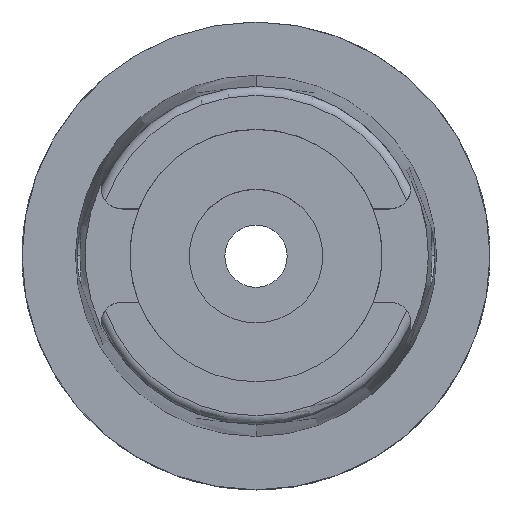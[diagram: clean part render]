
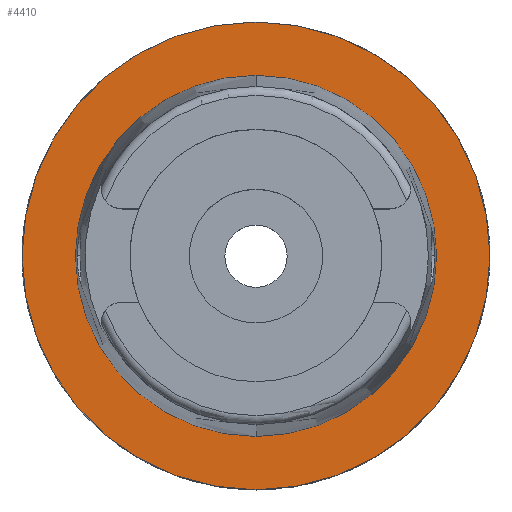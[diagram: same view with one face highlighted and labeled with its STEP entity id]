
A CAD part, top view. The second image highlights one B-rep face of the part: STEP entity #4410.
In plain terms, the highlighted planar face has unit normal (0, 0, 1).
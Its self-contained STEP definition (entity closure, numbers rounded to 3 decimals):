
#130 = FACE_OUTER_BOUND ( 'NONE', #5136, .T. ) ;
#165 = DIRECTION ( 'NONE',  ( 1., 0., 0. ) ) ;
#339 = CARTESIAN_POINT ( 'NONE',  ( 0., -24.315, 0. ) ) ;
#567 = AXIS2_PLACEMENT_3D ( 'NONE', #2503, #3907, #5386 ) ;
#759 = DIRECTION ( 'NONE',  ( 0., -1., 0. ) ) ;
#941 = AXIS2_PLACEMENT_3D ( 'NONE', #4261, #1405, #2859 ) ;
#1325 = ORIENTED_EDGE ( 'NONE', *, *, #3029, .F. ) ;
#1405 = DIRECTION ( 'NONE',  ( 0., 0., -1. ) ) ;
#1539 = ORIENTED_EDGE ( 'NONE', *, *, #2115, .F. ) ;
#1993 = PLANE ( 'NONE',  #3288 ) ;
#2115 = EDGE_CURVE ( 'NONE', #5096, #5033, #3370, .T. ) ;
#2454 = AXIS2_PLACEMENT_3D ( 'NONE', #4749, #5673, #4689 ) ;
#2502 = DIRECTION ( 'NONE',  ( 0., 0., 1. ) ) ;
#2503 = CARTESIAN_POINT ( 'NONE',  ( 0., 0., 0. ) ) ;
#2655 = AXIS2_PLACEMENT_3D ( 'NONE', #3168, #5097, #759 ) ;
#2666 = EDGE_CURVE ( 'NONE', #3062, #4401, #6109, .T. ) ;
#2726 = ORIENTED_EDGE ( 'NONE', *, *, #2666, .F. ) ;
#2859 = DIRECTION ( 'NONE',  ( 0., -1., 0. ) ) ;
#2916 = CARTESIAN_POINT ( 'NONE',  ( 0., 31.5, 0. ) ) ;
#2960 = CIRCLE ( 'NONE', #2454, 31.5 ) ;
#3029 = EDGE_CURVE ( 'NONE', #4401, #3062, #2960, .T. ) ;
#3062 = VERTEX_POINT ( 'NONE', #5828 ) ;
#3120 = CARTESIAN_POINT ( 'NONE',  ( 0., 24.315, 0. ) ) ;
#3168 = CARTESIAN_POINT ( 'NONE',  ( 0., 0., 0. ) ) ;
#3288 = AXIS2_PLACEMENT_3D ( 'NONE', #4406, #2502, #165 ) ;
#3370 = CIRCLE ( 'NONE', #2655, 24.315 ) ;
#3907 = DIRECTION ( 'NONE',  ( 0., 0., 1. ) ) ;
#4261 = CARTESIAN_POINT ( 'NONE',  ( 0., 0., 0. ) ) ;
#4401 = VERTEX_POINT ( 'NONE', #2916 ) ;
#4406 = CARTESIAN_POINT ( 'NONE',  ( 0., 0., 0. ) ) ;
#4410 = ADVANCED_FACE ( 'NONE', ( #130, #4877 ), #1993, .T. ) ;
#4428 = EDGE_LOOP ( 'NONE', ( #5678, #1539 ) ) ;
#4689 = DIRECTION ( 'NONE',  ( 0., 1., 0. ) ) ;
#4749 = CARTESIAN_POINT ( 'NONE',  ( 0., 0., 0. ) ) ;
#4877 = FACE_BOUND ( 'NONE', #4428, .T. ) ;
#5033 = VERTEX_POINT ( 'NONE', #3120 ) ;
#5096 = VERTEX_POINT ( 'NONE', #339 ) ;
#5097 = DIRECTION ( 'NONE',  ( 0., 0., 1. ) ) ;
#5136 = EDGE_LOOP ( 'NONE', ( #1325, #2726 ) ) ;
#5386 = DIRECTION ( 'NONE',  ( 0., 1., 0. ) ) ;
#5508 = EDGE_CURVE ( 'NONE', #5033, #5096, #6138, .T. ) ;
#5673 = DIRECTION ( 'NONE',  ( 0., 0., -1. ) ) ;
#5678 = ORIENTED_EDGE ( 'NONE', *, *, #5508, .F. ) ;
#5828 = CARTESIAN_POINT ( 'NONE',  ( 0., -31.5, 0. ) ) ;
#6109 = CIRCLE ( 'NONE', #941, 31.5 ) ;
#6138 = CIRCLE ( 'NONE', #567, 24.315 ) ;
